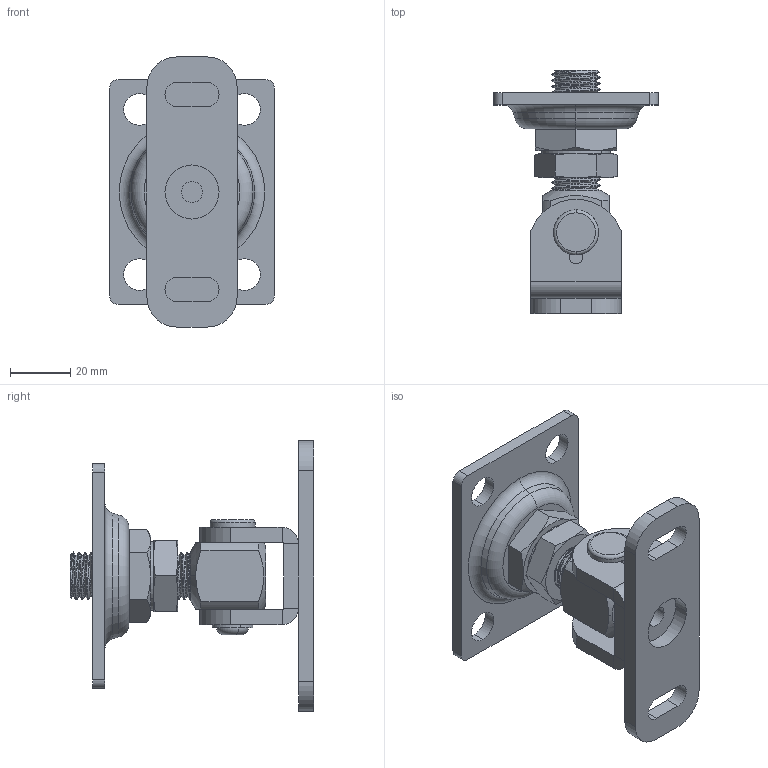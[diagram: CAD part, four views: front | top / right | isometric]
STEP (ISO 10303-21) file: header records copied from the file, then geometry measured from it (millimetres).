
FILE_DESCRIPTION (( 'STEP AP214' ), '1' );
FILE_NAME ('D8_53F-M16-K.STEP', '2023-11-29T12:09:10', ( '' ), ( '' ), 'SwSTEP 2.0', 'SolidWorks 2019', '' );
FILE_SCHEMA (( 'AUTOMOTIVE_DESIGN' ));
Length unit declared in the file: millimetre
Products named in the file (10): D8_53F-M16-K.P5; D8_53F-M16-K.P7; D8_53F-M16-K.P3; D8_53F-M16-K.P6; SKRUTKA 07141_M6x10; MATICA DIN 439_MATICA M16; D8_53F-M16-K.P2_Def; D8_53F-M16-K.P1; D8_53F-M16-K; D8_53F-M16-K.P4_Pre ender
Assembly tree (9 placements, depth 2):
  D8_53F-M16-K
    D8_53F-M16-K.P1
    D8_53F-M16-K.P2_Def
    D8_53F-M16-K.P3
    D8_53F-M16-K.P4_Pre ender
    D8_53F-M16-K.P5
    D8_53F-M16-K.P6
    D8_53F-M16-K.P7
    MATICA DIN 439_MATICA M16
    SKRUTKA 07141_M6x10
Bounding box: 55 x 81 x 90 mm (x, y, z)
Volume: 66503.9 mm3; surface area: 36855.9 mm2
Topology: 9 solids, 9 shells, 285 faces, 689 edges, 430 vertices
Faces by surface type: cylinder 114, plane 88, cone 61, torus 16, bspline 6
Entity records: 14380 total; most frequent: CARTESIAN_POINT 6922, ORIENTED_EDGE 1370, DIRECTION 1368, EDGE_CURVE 685, AXIS2_PLACEMENT_3D 544, VERTEX_POINT 430, EDGE_LOOP 327, FACE_OUTER_BOUND 285
